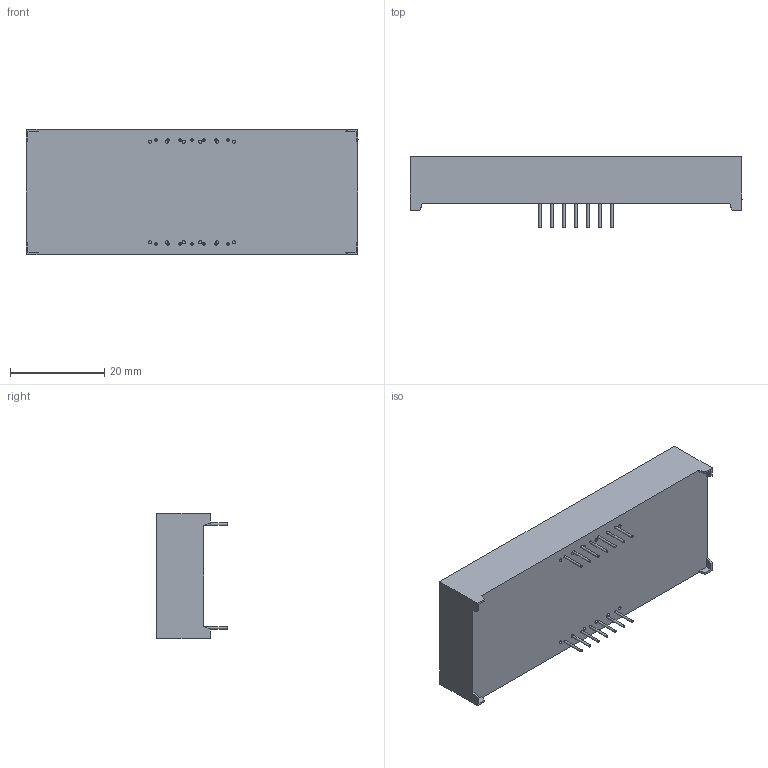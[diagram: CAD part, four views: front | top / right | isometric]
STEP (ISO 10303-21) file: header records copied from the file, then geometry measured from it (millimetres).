
FILE_DESCRIPTION(/* description */ (''),/* implementation_level */ '2;1');
FILE_NAME(/* name */ '7seg.stp',/* time_stamp */ '2021-02-07T19:48:21+07:00',/* author */ ('Trung'),/* organization */ (''),/* preprocessor_version */ 'ST-DEVELOPER v16.13',/* originating_system */ 'Autodesk Inventor 2018',/* authorisation */ '');
FILE_SCHEMA (('AUTOMOTIVE_DESIGN { 1 0 10303 214 3 1 1 }'));
Length unit declared in the file: millimetre
Products named in the file (1): Part6
Bounding box: 70.42 x 14.94 x 26.6 mm (x, y, z)
Volume: 13.7 mm3; surface area: 5879.7 mm2
Topology: 14 solids, 15 shells, 535 faces, 1341 edges, 898 vertices
Faces by surface type: plane 383, bspline 116, cylinder 36
Full cylindrical faces by diameter (mm): 0.5 x14, 2.1 x6
Entity records: 21927 total; most frequent: CARTESIAN_POINT 9297, ORIENTED_EDGE 2630, DIRECTION 2015, EDGE_CURVE 1321, LINE 1005, VECTOR 1005, VERTEX_POINT 898, EDGE_LOOP 629
